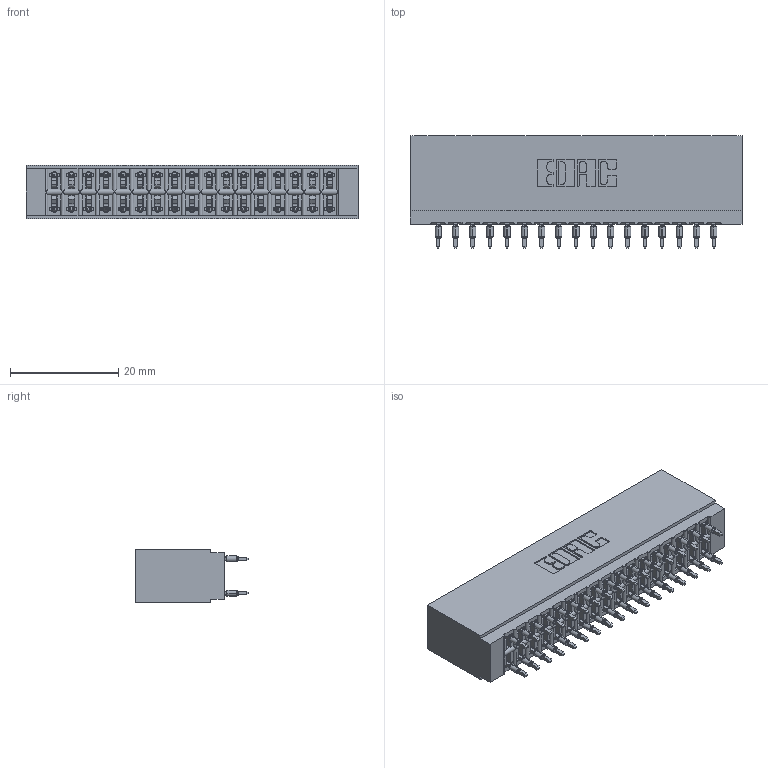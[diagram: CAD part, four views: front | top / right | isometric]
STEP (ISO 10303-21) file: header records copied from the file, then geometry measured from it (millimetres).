
FILE_DESCRIPTION (( 'STEP AP203' ), '1' );
FILE_NAME ('746-034-560-201.STEP', '2026-02-27T00:33:43', ( '' ), ( '' ), 'SwSTEP 2.0', 'SolidWorks 2023', '' );
FILE_SCHEMA (( 'CONFIG_CONTROL_DESIGN' ));
Length unit declared in the file: millimetre
Products named in the file (3): 746-034-560-201; 746 Part_.515 Slot Depth - 01; 746-292-001_560
Assembly tree (35 placements, depth 2):
  746-034-560-201
    746 Part_.515 Slot Depth - 01
    746-292-001_560  x34
Bounding box: 61.21 x 20.82 x 9.91 mm (x, y, z)
Volume: 6840.2 mm3; surface area: 11036.7 mm2
Topology: 35 solids, 35 shells, 3310 faces, 9205 edges, 5904 vertices
Faces by surface type: plane 1653, cylinder 773, bspline 680, torus 204
Entity records: 29950 total; most frequent: CARTESIAN_POINT 6169, ORIENTED_EDGE 5078, DIRECTION 4289, EDGE_CURVE 2539, VECTOR 2177, LINE 2177, VERTEX_POINT 1680, AXIS2_PLACEMENT_3D 1056
